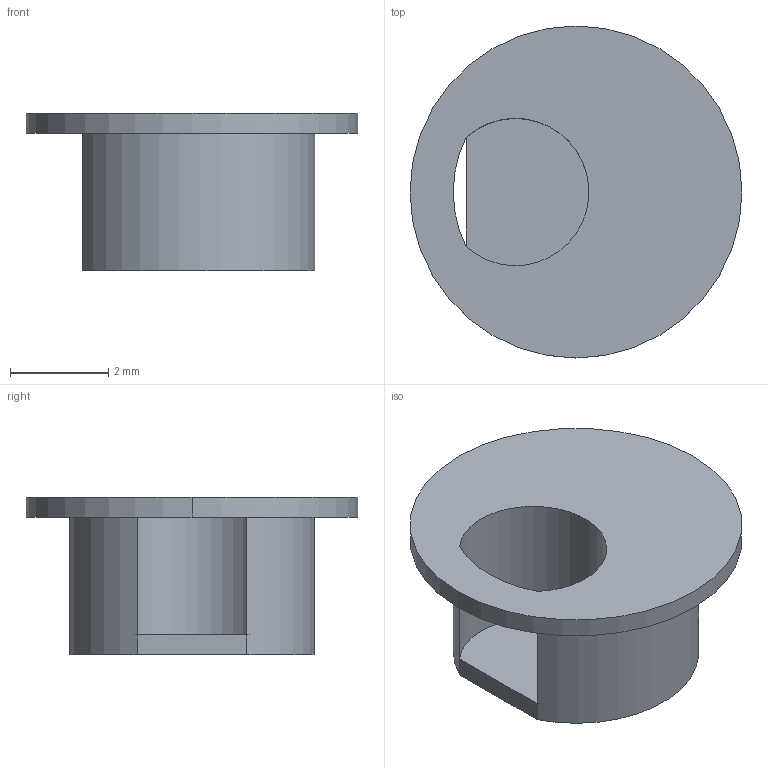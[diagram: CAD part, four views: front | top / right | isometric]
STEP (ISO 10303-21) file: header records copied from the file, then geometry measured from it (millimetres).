
FILE_DESCRIPTION (( 'STEP AP214' ), '1' );
FILE_NAME ('ぇ陑粣.STEP', '2023-10-22T15:38:28', ( '' ), ( '' ), 'SwSTEP 2.0', 'SolidWorks 2022', '' );
FILE_SCHEMA (( 'AUTOMOTIVE_DESIGN' ));
Length unit declared in the file: millimetre
Products named in the file (1): 偏心轴
Bounding box: 6.76 x 6.76 x 3.2 mm (x, y, z)
Volume: 50.4 mm3; surface area: 138.1 mm2
Topology: 1 solids, 1 shells, 12 faces, 26 edges, 16 vertices
Faces by surface type: cylinder 7, plane 5
Entity records: 370 total; most frequent: DIRECTION 66, CARTESIAN_POINT 55, ORIENTED_EDGE 52, AXIS2_PLACEMENT_3D 27, EDGE_CURVE 26, VERTEX_POINT 16, EDGE_LOOP 14, CIRCLE 14
